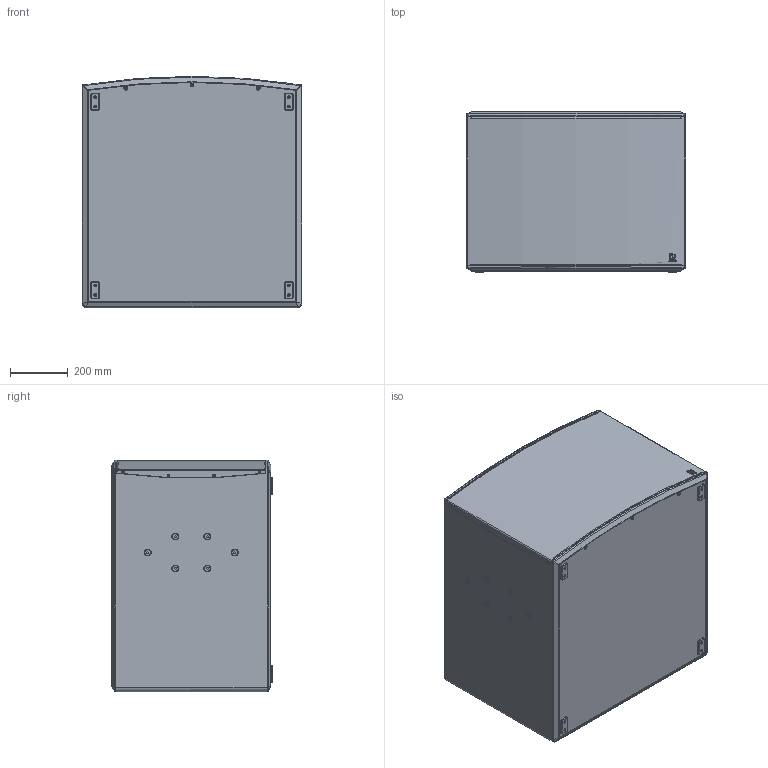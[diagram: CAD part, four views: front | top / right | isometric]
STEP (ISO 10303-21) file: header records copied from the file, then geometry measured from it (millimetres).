
FILE_DESCRIPTION(/* description */ (''),/* implementation_level */ '2;1');
FILE_NAME(/* name */ 'AUDAC-BASSO118.stp',/* time_stamp */ '2025-10-01T15:07:27+02:00',/* author */ ('nick'),/* organization */ (''),/* preprocessor_version */ 'ST-DEVELOPER v20.1',/* originating_system */ 'Autodesk Inventor 2026',/* authorisation */ '');
FILE_SCHEMA (('AUTOMOTIVE_DESIGN { 1 0 10303 214 3 1 1 }'));
Products named in the file (1): AUDAC-BASSO118
Bounding box: 758 x 555 x 798 mm (x, y, z)
Volume: 327283130.2 mm3; surface area: 2863902.2 mm2
Topology: 1 solids, 45 shells, 2405 faces, 6276 edges, 4102 vertices
Faces by surface type: plane 1411, cylinder 417, bspline 222, cone 215, torus 124, sphere 16
Full cylindrical faces by diameter (mm): 1 x4, 2.4 x2, 3.3 x2, 4.5 x8, 4.75 x6, 4.8 x4, 4.95 x8, 5.3 x4, 6.3 x2, 7.3 x4, 8.2 x8, 8.4 x8, 8.8 x4, 11.34 x4, 12 x3, 17.294 x7, 20 x20, 104 x1, 106 x1
Entity records: 97523 total; most frequent: CARTESIAN_POINT 39468, ORIENTED_EDGE 12536, DIRECTION 11491, EDGE_CURVE 6268, VERTEX_POINT 4102, AXIS2_PLACEMENT_3D 3949, LINE 3593, VECTOR 3593
